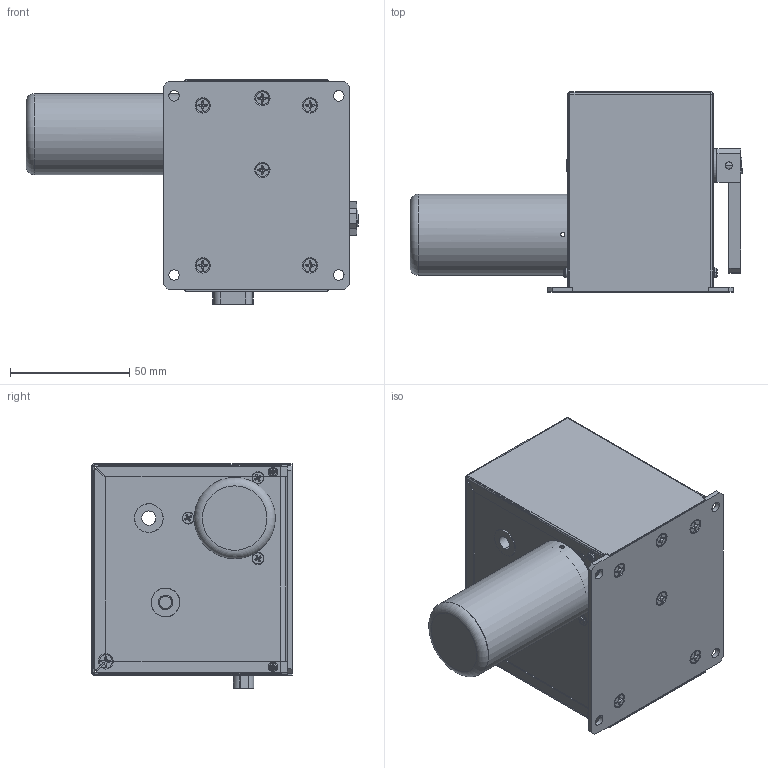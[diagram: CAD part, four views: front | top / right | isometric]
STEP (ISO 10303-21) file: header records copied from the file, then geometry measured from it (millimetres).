
FILE_DESCRIPTION(/* description */ ('Alibre Inc.'),/* implementation_level */ '2;1');
FILE_NAME(/* name */ 'export0',/* time_stamp */ '2008-09-24T16:35:36+02:00',/* author */ (''),/* organization */ (''),/* preprocessor_version */ 'ST-DEVELOPER v10',/* originating_system */ 'Alibre',/* authorisation */ '');
FILE_SCHEMA (('AUTOMOTIVE_DESIGN'));
Bounding box: 139.05 x 83.8 x 93.99 mm (x, y, z)
Volume: 86786.7 mm3; surface area: 128835.8 mm2
Topology: 50 solids, 50 shells, 2193 faces, 6030 edges, 3934 vertices
Faces by surface type: cylinder 748, plane 531, bspline 475, cone 257, torus 138, sphere 44
Full cylindrical faces by diameter (mm): 1.8 x8, 2.013 x3, 2.5 x3, 2.8 x3, 3.5 x2, 5 x3, 30 x1, 33 x2, 33.5 x1, 34 x1
Entity records: 40727 total; most frequent: CARTESIAN_POINT 14227, ORIENTED_EDGE 5938, DIRECTION 5102, EDGE_CURVE 2969, AXIS2_PLACEMENT_3D 2190, VERTEX_POINT 2161, CIRCLE 1313, EDGE_LOOP 1130
